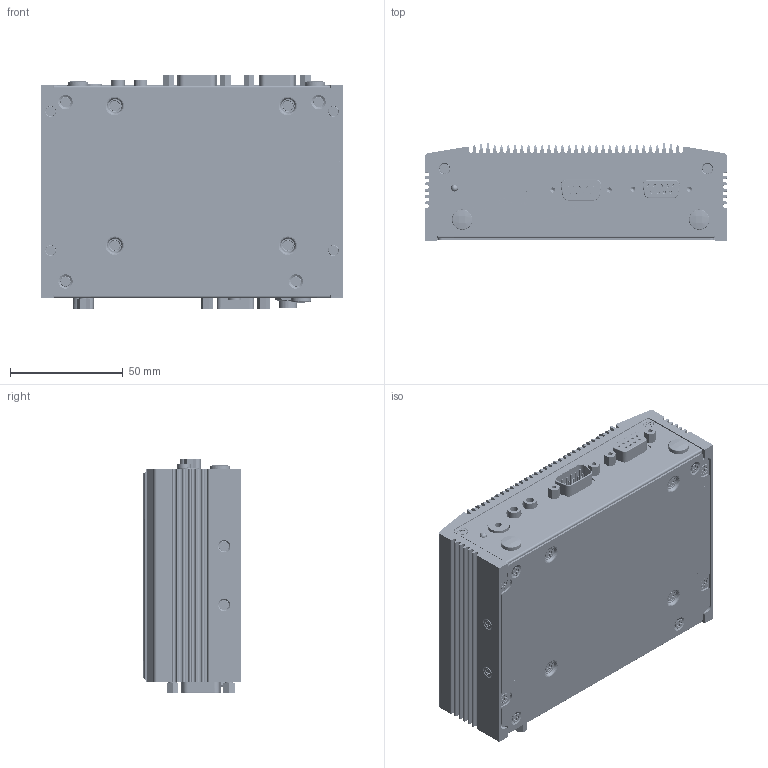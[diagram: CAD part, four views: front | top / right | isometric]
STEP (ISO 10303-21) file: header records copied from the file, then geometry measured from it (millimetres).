
FILE_DESCRIPTION (( 'STEP AP214' ), '1' );
FILE_NAME ('00-ARK-1123-L2.STEP', '2014-10-03T03:15:25', ( 'it' ), ( '' ), 'SwSTEP 2.0', 'SolidWorks 2013', '' );
FILE_SCHEMA (( 'AUTOMOTIVE_DESIGN' ));
Length unit declared in the file: millimetre
Products named in the file (1): 00-ARK-1123-L2
Bounding box: 133.8 x 43.11 x 104 mm (x, y, z)
Volume: 404209.5 mm3; surface area: 145446 mm2
Topology: 1 solids, 1 shells, 7434 faces, 20639 edges, 13591 vertices
Faces by surface type: plane 4678, cylinder 1439, bspline 1153, cone 155, torus 9
Entity records: 363095 total; most frequent: CARTESIAN_POINT 106024, ORIENTED_EDGE 41244, DIRECTION 29660, EDGE_CURVE 20622, VERTEX_POINT 13591, VECTOR 12944, LINE 12944, AXIS2_PLACEMENT_3D 8358
